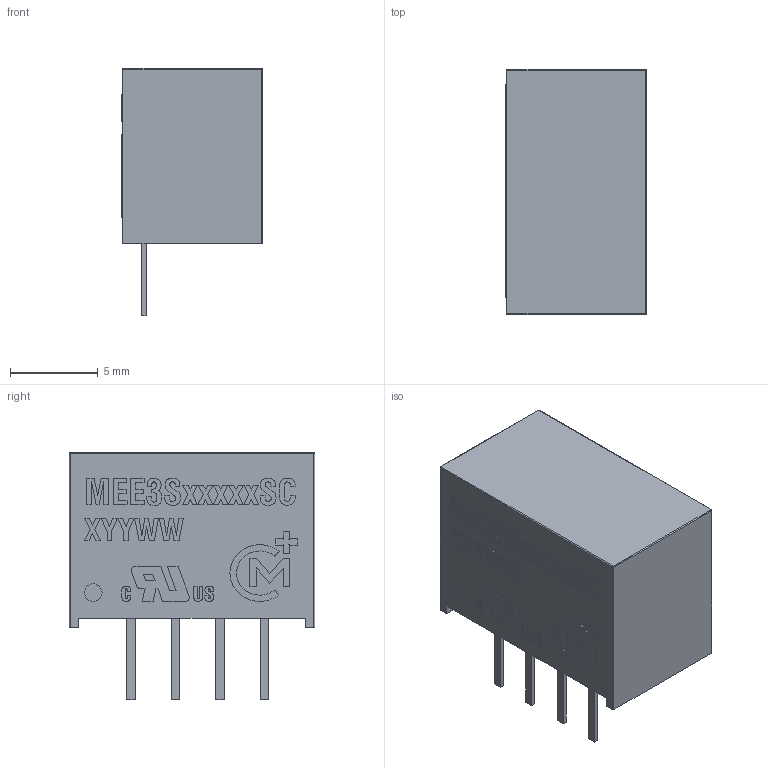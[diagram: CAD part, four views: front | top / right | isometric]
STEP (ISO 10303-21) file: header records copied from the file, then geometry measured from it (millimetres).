
FILE_DESCRIPTION(('FreeCAD Model'),'2;1');
FILE_NAME('Converter_DCDC_Murata_MEE3SxxxxSC_THT.step', '2020-05-08T18:10:24',('kicad StepUp'),('ksu MCAD'), 'Open CASCADE STEP processor 7.4','FreeCAD','Unknown');
FILE_SCHEMA(('AUTOMOTIVE_DESIGN { 1 0 10303 214 1 1 1 1 }'));
Length unit declared in the file: millimetre
Products named in the file (1): Converter_DCDC_Murata_MEE3SxxxxSC_THT
Bounding box: 8.02 x 14 x 14.1 mm (x, y, z)
Volume: 473.6 mm3; surface area: 1364.6 mm2
Topology: 31 solids, 31 shells, 604 faces, 1640 edges, 1094 vertices
Faces by surface type: plane 487, bspline 101, cylinder 12, sphere 4
Full cylindrical faces by diameter (mm): 1 x1
Entity records: 27804 total; most frequent: CARTESIAN_POINT 8829, ORIENTED_EDGE 3272, DIRECTION 2429, EDGE_CURVE 1636, LINE 1373, VECTOR 1373, VERTEX_POINT 1094, PRESENTATION_STYLE_ASSIGNMENT 635
